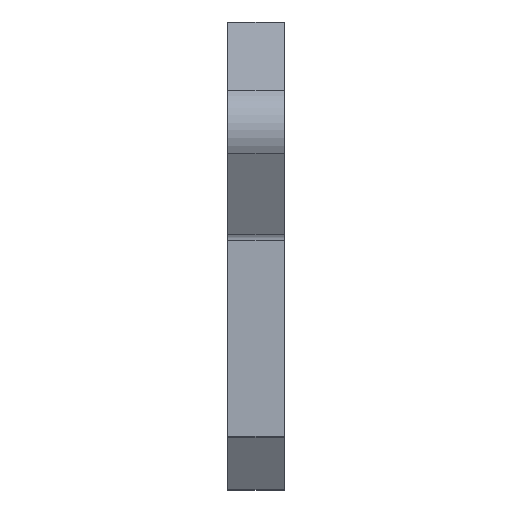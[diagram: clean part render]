
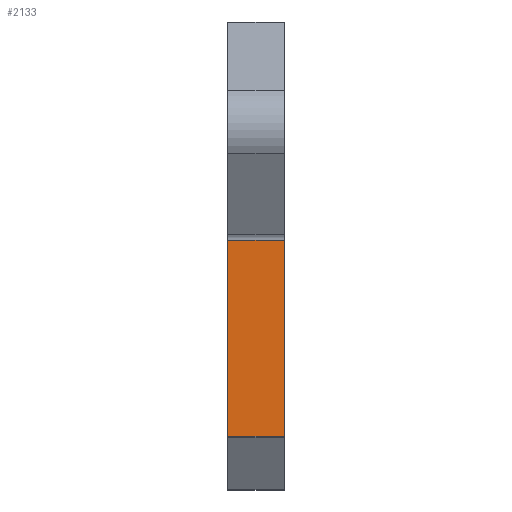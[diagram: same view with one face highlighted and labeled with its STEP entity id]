
A CAD part, front view. The second image highlights one B-rep face of the part: STEP entity #2133.
In plain terms, the highlighted planar face has unit normal (0, -1, 0).
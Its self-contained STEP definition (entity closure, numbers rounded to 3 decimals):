
#209 = PLANE('',#210);
#210 = AXIS2_PLACEMENT_3D('',#211,#212,#213);
#211 = CARTESIAN_POINT('',(100.,100.,100.));
#212 = DIRECTION('',(1.,0.,0.));
#213 = DIRECTION('',(0.,1.,0.));
#352 = PLANE('',#353);
#353 = AXIS2_PLACEMENT_3D('',#354,#355,#356);
#354 = CARTESIAN_POINT('',(125.,100.,100.));
#355 = DIRECTION('',(1.,0.,0.));
#356 = DIRECTION('',(0.,1.,0.));
#2022 = CYLINDRICAL_SURFACE('',#2023,5.);
#2023 = AXIS2_PLACEMENT_3D('',#2024,#2025,#2026);
#2024 = CARTESIAN_POINT('',(112.5,1.5,106.892));
#2025 = DIRECTION('',(1.,0.,0.));
#2026 = DIRECTION('',(0.,1.,0.));
#2060 = VERTEX_POINT('',#2061);
#2061 = CARTESIAN_POINT('',(125.,6.5,106.892));
#2083 = EDGE_CURVE('',#2084,#2060,#2086,.T.);
#2084 = VERTEX_POINT('',#2085);
#2085 = CARTESIAN_POINT('',(100.,6.5,106.892));
#2086 = SURFACE_CURVE('',#2087,(#2091,#2098),.PCURVE_S1.);
#2087 = LINE('',#2088,#2089);
#2088 = CARTESIAN_POINT('',(100.,6.5,106.892));
#2089 = VECTOR('',#2090,1.);
#2090 = DIRECTION('',(1.,0.,0.));
#2091 = PCURVE('',#2022,#2092);
#2092 = DEFINITIONAL_REPRESENTATION('',(#2093),#2097);
#2093 = LINE('',#2094,#2095);
#2094 = CARTESIAN_POINT('',(0.,-12.5));
#2095 = VECTOR('',#2096,1.);
#2096 = DIRECTION('',(0.,1.));
#2097 = ( GEOMETRIC_REPRESENTATION_CONTEXT(2) 
PARAMETRIC_REPRESENTATION_CONTEXT() REPRESENTATION_CONTEXT('2D SPACE',''
  ) );
#2098 = PCURVE('',#2099,#2104);
#2099 = PLANE('',#2100);
#2100 = AXIS2_PLACEMENT_3D('',#2101,#2102,#2103);
#2101 = CARTESIAN_POINT('',(100.,6.5,21.));
#2102 = DIRECTION('',(0.,1.,0.));
#2103 = DIRECTION('',(0.,0.,1.));
#2104 = DEFINITIONAL_REPRESENTATION('',(#2105),#2109);
#2105 = LINE('',#2106,#2107);
#2106 = CARTESIAN_POINT('',(85.892,0.));
#2107 = VECTOR('',#2108,1.);
#2108 = DIRECTION('',(0.,1.));
#2109 = ( GEOMETRIC_REPRESENTATION_CONTEXT(2) 
PARAMETRIC_REPRESENTATION_CONTEXT() REPRESENTATION_CONTEXT('2D SPACE',''
  ) );
#2133 = ADVANCED_FACE('',(#2134),#2099,.F.);
#2134 = FACE_BOUND('',#2135,.F.);
#2135 = EDGE_LOOP('',(#2136,#2159,#2187,#2208));
#2136 = ORIENTED_EDGE('',*,*,#2137,.F.);
#2137 = EDGE_CURVE('',#2138,#2060,#2140,.T.);
#2138 = VERTEX_POINT('',#2139);
#2139 = CARTESIAN_POINT('',(125.,6.5,21.));
#2140 = SURFACE_CURVE('',#2141,(#2145,#2152),.PCURVE_S1.);
#2141 = LINE('',#2142,#2143);
#2142 = CARTESIAN_POINT('',(125.,6.5,21.));
#2143 = VECTOR('',#2144,1.);
#2144 = DIRECTION('',(0.,0.,1.));
#2145 = PCURVE('',#2099,#2146);
#2146 = DEFINITIONAL_REPRESENTATION('',(#2147),#2151);
#2147 = LINE('',#2148,#2149);
#2148 = CARTESIAN_POINT('',(0.,25.));
#2149 = VECTOR('',#2150,1.);
#2150 = DIRECTION('',(1.,0.));
#2151 = ( GEOMETRIC_REPRESENTATION_CONTEXT(2) 
PARAMETRIC_REPRESENTATION_CONTEXT() REPRESENTATION_CONTEXT('2D SPACE',''
  ) );
#2152 = PCURVE('',#352,#2153);
#2153 = DEFINITIONAL_REPRESENTATION('',(#2154),#2158);
#2154 = LINE('',#2155,#2156);
#2155 = CARTESIAN_POINT('',(-93.5,-79.));
#2156 = VECTOR('',#2157,1.);
#2157 = DIRECTION('',(0.,1.));
#2158 = ( GEOMETRIC_REPRESENTATION_CONTEXT(2) 
PARAMETRIC_REPRESENTATION_CONTEXT() REPRESENTATION_CONTEXT('2D SPACE',''
  ) );
#2159 = ORIENTED_EDGE('',*,*,#2160,.F.);
#2160 = EDGE_CURVE('',#2161,#2138,#2163,.T.);
#2161 = VERTEX_POINT('',#2162);
#2162 = CARTESIAN_POINT('',(100.,6.5,21.));
#2163 = SURFACE_CURVE('',#2164,(#2168,#2175),.PCURVE_S1.);
#2164 = LINE('',#2165,#2166);
#2165 = CARTESIAN_POINT('',(100.,6.5,21.));
#2166 = VECTOR('',#2167,1.);
#2167 = DIRECTION('',(1.,0.,0.));
#2168 = PCURVE('',#2099,#2169);
#2169 = DEFINITIONAL_REPRESENTATION('',(#2170),#2174);
#2170 = LINE('',#2171,#2172);
#2171 = CARTESIAN_POINT('',(0.,0.));
#2172 = VECTOR('',#2173,1.);
#2173 = DIRECTION('',(0.,1.));
#2174 = ( GEOMETRIC_REPRESENTATION_CONTEXT(2) 
PARAMETRIC_REPRESENTATION_CONTEXT() REPRESENTATION_CONTEXT('2D SPACE',''
  ) );
#2175 = PCURVE('',#2176,#2181);
#2176 = PLANE('',#2177);
#2177 = AXIS2_PLACEMENT_3D('',#2178,#2179,#2180);
#2178 = CARTESIAN_POINT('',(100.,63.784,21.));
#2179 = DIRECTION('',(0.,0.,1.));
#2180 = DIRECTION('',(0.,-1.,0.));
#2181 = DEFINITIONAL_REPRESENTATION('',(#2182),#2186);
#2182 = LINE('',#2183,#2184);
#2183 = CARTESIAN_POINT('',(57.284,0.));
#2184 = VECTOR('',#2185,1.);
#2185 = DIRECTION('',(0.,1.));
#2186 = ( GEOMETRIC_REPRESENTATION_CONTEXT(2) 
PARAMETRIC_REPRESENTATION_CONTEXT() REPRESENTATION_CONTEXT('2D SPACE',''
  ) );
#2187 = ORIENTED_EDGE('',*,*,#2188,.T.);
#2188 = EDGE_CURVE('',#2161,#2084,#2189,.T.);
#2189 = SURFACE_CURVE('',#2190,(#2194,#2201),.PCURVE_S1.);
#2190 = LINE('',#2191,#2192);
#2191 = CARTESIAN_POINT('',(100.,6.5,21.));
#2192 = VECTOR('',#2193,1.);
#2193 = DIRECTION('',(0.,0.,1.));
#2194 = PCURVE('',#2099,#2195);
#2195 = DEFINITIONAL_REPRESENTATION('',(#2196),#2200);
#2196 = LINE('',#2197,#2198);
#2197 = CARTESIAN_POINT('',(0.,0.));
#2198 = VECTOR('',#2199,1.);
#2199 = DIRECTION('',(1.,0.));
#2200 = ( GEOMETRIC_REPRESENTATION_CONTEXT(2) 
PARAMETRIC_REPRESENTATION_CONTEXT() REPRESENTATION_CONTEXT('2D SPACE',''
  ) );
#2201 = PCURVE('',#209,#2202);
#2202 = DEFINITIONAL_REPRESENTATION('',(#2203),#2207);
#2203 = LINE('',#2204,#2205);
#2204 = CARTESIAN_POINT('',(-93.5,-79.));
#2205 = VECTOR('',#2206,1.);
#2206 = DIRECTION('',(0.,1.));
#2207 = ( GEOMETRIC_REPRESENTATION_CONTEXT(2) 
PARAMETRIC_REPRESENTATION_CONTEXT() REPRESENTATION_CONTEXT('2D SPACE',''
  ) );
#2208 = ORIENTED_EDGE('',*,*,#2083,.T.);
